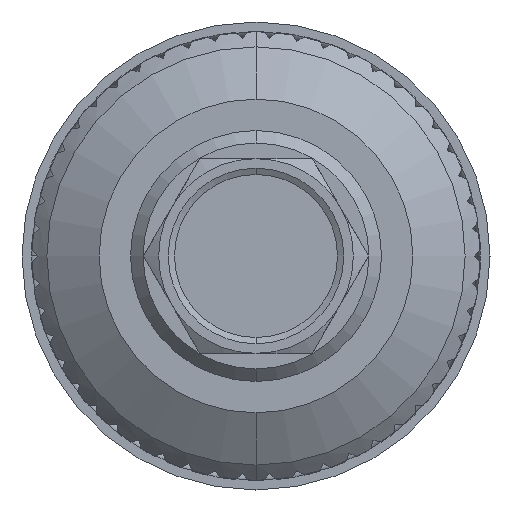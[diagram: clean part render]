
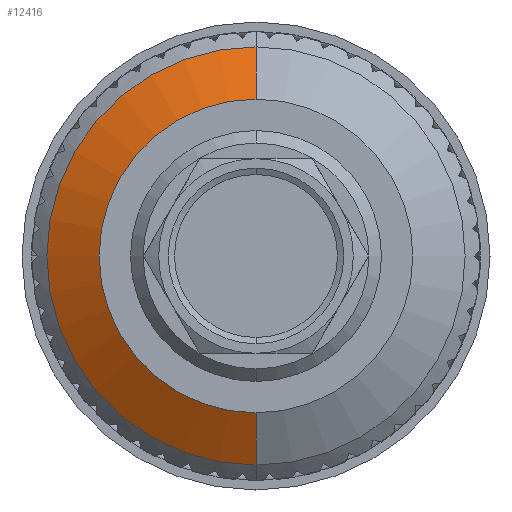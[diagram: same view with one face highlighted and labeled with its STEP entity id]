
A CAD part, left-side view. The second image highlights one B-rep face of the part: STEP entity #12416.
In plain terms, the highlighted conical face has half-angle 59.036 degrees and reference radius 8.34 mm.
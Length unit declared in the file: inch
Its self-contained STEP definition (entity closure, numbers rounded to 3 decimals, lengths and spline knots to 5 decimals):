
#413 = CONICAL_SURFACE ( 'NONE', #3801, 0.32833, 1.03 ) ;
#738 = DIRECTION ( 'NONE',  ( 0., 0., 1. ) ) ;
#1041 = CARTESIAN_POINT ( 'NONE',  ( -0.87378, 0., 0.32833 ) ) ;
#1044 = FACE_OUTER_BOUND ( 'NONE', #7646, .T. ) ;
#1133 = CARTESIAN_POINT ( 'NONE',  ( -0.92303, 0., 0. ) ) ;
#1369 = ORIENTED_EDGE ( 'NONE', *, *, #7250, .F. ) ;
#1565 = AXIS2_PLACEMENT_3D ( 'NONE', #1133, #6923, #19988 ) ;
#3294 = CARTESIAN_POINT ( 'NONE',  ( -0.92303, 0., -0.24625 ) ) ;
#3642 = VERTEX_POINT ( 'NONE', #12834 ) ;
#3801 = AXIS2_PLACEMENT_3D ( 'NONE', #16470, #4225, #10210 ) ;
#4221 = EDGE_CURVE ( 'NONE', #3642, #16873, #17659, .T. ) ;
#4225 = DIRECTION ( 'NONE',  ( 1., 0., 0. ) ) ;
#5655 = CIRCLE ( 'NONE', #6348, 0.32833 ) ;
#5914 = VERTEX_POINT ( 'NONE', #18066 ) ;
#6348 = AXIS2_PLACEMENT_3D ( 'NONE', #18980, #11783, #738 ) ;
#6798 = CARTESIAN_POINT ( 'NONE',  ( -0.87378, 0., -0.32833 ) ) ;
#6923 = DIRECTION ( 'NONE',  ( -1., 0., 0. ) ) ;
#7250 = EDGE_CURVE ( 'NONE', #20850, #5914, #9658, .T. ) ;
#7646 = EDGE_LOOP ( 'NONE', ( #10014, #13701, #12151, #1369 ) ) ;
#8416 = VECTOR ( 'NONE', #18957, 39.37008 ) ;
#9607 = CARTESIAN_POINT ( 'NONE',  ( -0.87378, 0., 0.32833 ) ) ;
#9658 = LINE ( 'NONE', #6798, #11514 ) ;
#10014 = ORIENTED_EDGE ( 'NONE', *, *, #20951, .F. ) ;
#10210 = DIRECTION ( 'NONE',  ( 0., 0., -1. ) ) ;
#10716 = CIRCLE ( 'NONE', #1565, 0.24625 ) ;
#11514 = VECTOR ( 'NONE', #16327, 39.37008 ) ;
#11783 = DIRECTION ( 'NONE',  ( -1., 0., 0. ) ) ;
#12151 = ORIENTED_EDGE ( 'NONE', *, *, #20988, .T. ) ;
#12416 = ADVANCED_FACE ( 'NONE', ( #1044 ), #413, .T. ) ;
#12834 = CARTESIAN_POINT ( 'NONE',  ( -0.92303, 0., 0.24625 ) ) ;
#13701 = ORIENTED_EDGE ( 'NONE', *, *, #4221, .T. ) ;
#16327 = DIRECTION ( 'NONE',  ( 0.514, 0., -0.857 ) ) ;
#16470 = CARTESIAN_POINT ( 'NONE',  ( -0.87378, 0., 0. ) ) ;
#16873 = VERTEX_POINT ( 'NONE', #1041 ) ;
#17659 = LINE ( 'NONE', #9607, #8416 ) ;
#18066 = CARTESIAN_POINT ( 'NONE',  ( -0.87378, 0., -0.32833 ) ) ;
#18957 = DIRECTION ( 'NONE',  ( 0.514, 0., 0.857 ) ) ;
#18980 = CARTESIAN_POINT ( 'NONE',  ( -0.87378, 0., 0. ) ) ;
#19988 = DIRECTION ( 'NONE',  ( 0., 0., 1. ) ) ;
#20850 = VERTEX_POINT ( 'NONE', #3294 ) ;
#20951 = EDGE_CURVE ( 'NONE', #3642, #20850, #10716, .T. ) ;
#20988 = EDGE_CURVE ( 'NONE', #16873, #5914, #5655, .T. ) ;
